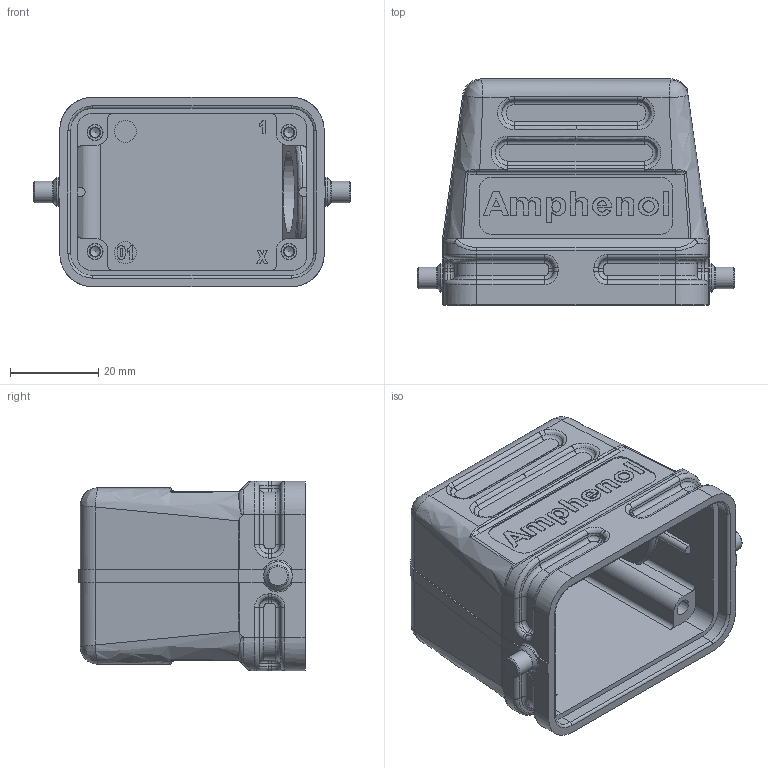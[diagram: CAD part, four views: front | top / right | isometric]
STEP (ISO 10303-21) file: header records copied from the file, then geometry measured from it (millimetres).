
FILE_DESCRIPTION(/* description */ (''),/* implementation_level */ '2;1');
FILE_NAME(/* name */ 'C146_21R006_506_1.stp',/* time_stamp */ '2015-11-05T10:27:52+01:00',/* author */ (''),/* organization */ (''),/* preprocessor_version */ 'ST-DEVELOPER v15',/* originating_system */ 'SIEMENS PLM Software NX 9.0',/* authorisation */ '');
FILE_SCHEMA (('AP203_CONFIGURATION_CONTROLLED_3D_DESIGN_OF_MECHANICAL_PARTS_AND_ASSEMBLIES_MIM_LF { 1 0 10303 403 2 1 2}'));
Length unit declared in the file: millimetre
Products named in the file (1): jens17D8E3FFc14f
Bounding box: 72 x 51.3 x 43 mm (x, y, z)
Volume: 33720.3 mm3; surface area: 22309.8 mm2
Topology: 1 solids, 1 shells, 593 faces, 1487 edges, 914 vertices
Faces by surface type: plane 211, bspline 145, cylinder 143, extrusion 74, cone 20
Full cylindrical faces by diameter (mm): 2.5 x4, 4.9 x2, 5 x2, 6.5 x2, 18.5 x1
Entity records: 21101 total; most frequent: CARTESIAN_POINT 8350, ORIENTED_EDGE 2854, DIRECTION 2287, EDGE_CURVE 1427, VERTEX_POINT 904, AXIS2_PLACEMENT_3D 776, VECTOR 735, LINE 661
